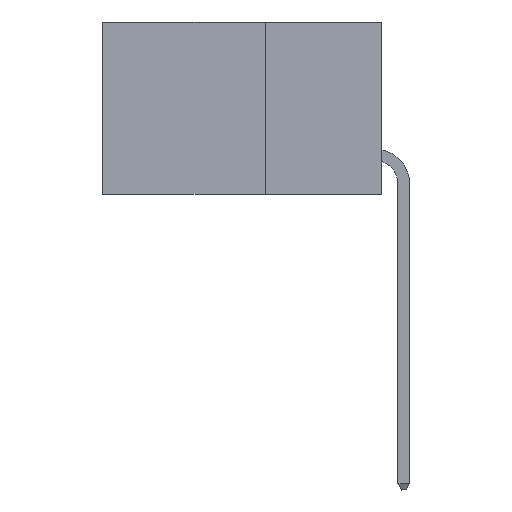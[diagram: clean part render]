
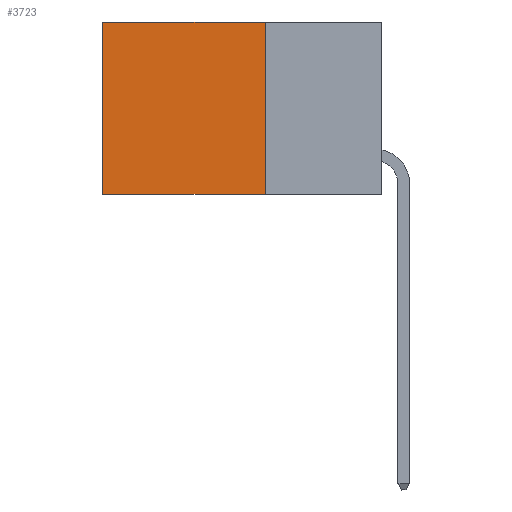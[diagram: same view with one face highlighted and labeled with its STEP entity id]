
A CAD part, left-side view. The second image highlights one B-rep face of the part: STEP entity #3723.
In plain terms, the highlighted planar face has unit normal (-1, 0, 0).
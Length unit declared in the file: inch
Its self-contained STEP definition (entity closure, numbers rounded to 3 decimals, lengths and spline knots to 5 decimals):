
#645 = ORIENTED_EDGE ( 'NONE', *, *, #22345, .F. ) ;
#1931 = EDGE_CURVE ( 'NONE', #2042, #27563, #33781, .T. ) ;
#2042 = VERTEX_POINT ( 'NONE', #11854 ) ;
#3495 = VECTOR ( 'NONE', #35654, 39.37008 ) ;
#3723 = ADVANCED_FACE ( 'NONE', ( #9316 ), #6724, .F. ) ;
#4325 = ORIENTED_EDGE ( 'NONE', *, *, #34255, .T. ) ;
#4332 = VECTOR ( 'NONE', #15457, 39.37008 ) ;
#4396 = CARTESIAN_POINT ( 'NONE',  ( 0.2875, 0.6, 0. ) ) ;
#6724 = PLANE ( 'NONE',  #10084 ) ;
#8573 = EDGE_LOOP ( 'NONE', ( #4325, #645, #18498, #18520 ) ) ;
#9316 = FACE_OUTER_BOUND ( 'NONE', #8573, .T. ) ;
#10084 = AXIS2_PLACEMENT_3D ( 'NONE', #20733, #20378, #22968 ) ;
#11854 = CARTESIAN_POINT ( 'NONE',  ( 0.2875, 0.25, 0. ) ) ;
#13058 = CARTESIAN_POINT ( 'NONE',  ( 0.2875, 0.6, -0.37 ) ) ;
#14555 = LINE ( 'NONE', #4396, #4332 ) ;
#15457 = DIRECTION ( 'NONE',  ( 0., 0., -1. ) ) ;
#15529 = CARTESIAN_POINT ( 'NONE',  ( 0.2875, 0.25, -0.37 ) ) ;
#18498 = ORIENTED_EDGE ( 'NONE', *, *, #1931, .F. ) ;
#18520 = ORIENTED_EDGE ( 'NONE', *, *, #24780, .T. ) ;
#18547 = CARTESIAN_POINT ( 'NONE',  ( 0.2875, 0.25, 0. ) ) ;
#18583 = CARTESIAN_POINT ( 'NONE',  ( 0.2875, 0.6, 0. ) ) ;
#20086 = VERTEX_POINT ( 'NONE', #13058 ) ;
#20378 = DIRECTION ( 'NONE',  ( 1., 0., 0. ) ) ;
#20733 = CARTESIAN_POINT ( 'NONE',  ( 0.2875, 0.25, 0. ) ) ;
#22343 = CARTESIAN_POINT ( 'NONE',  ( 0.2875, 0.25, 0. ) ) ;
#22345 = EDGE_CURVE ( 'NONE', #27563, #20086, #30305, .T. ) ;
#22968 = DIRECTION ( 'NONE',  ( 0., 0., -1. ) ) ;
#23601 = VECTOR ( 'NONE', #29811, 39.37008 ) ;
#24416 = CARTESIAN_POINT ( 'NONE',  ( 0.2875, 0.25, -0.37 ) ) ;
#24780 = EDGE_CURVE ( 'NONE', #2042, #30994, #36349, .T. ) ;
#25403 = VECTOR ( 'NONE', #33572, 39.37008 ) ;
#27563 = VERTEX_POINT ( 'NONE', #15529 ) ;
#29811 = DIRECTION ( 'NONE',  ( 0., 0., -1. ) ) ;
#30305 = LINE ( 'NONE', #24416, #3495 ) ;
#30994 = VERTEX_POINT ( 'NONE', #18583 ) ;
#33572 = DIRECTION ( 'NONE',  ( 0., 1., 0. ) ) ;
#33781 = LINE ( 'NONE', #18547, #23601 ) ;
#34255 = EDGE_CURVE ( 'NONE', #30994, #20086, #14555, .T. ) ;
#35654 = DIRECTION ( 'NONE',  ( 0., 1., 0. ) ) ;
#36349 = LINE ( 'NONE', #22343, #25403 ) ;
